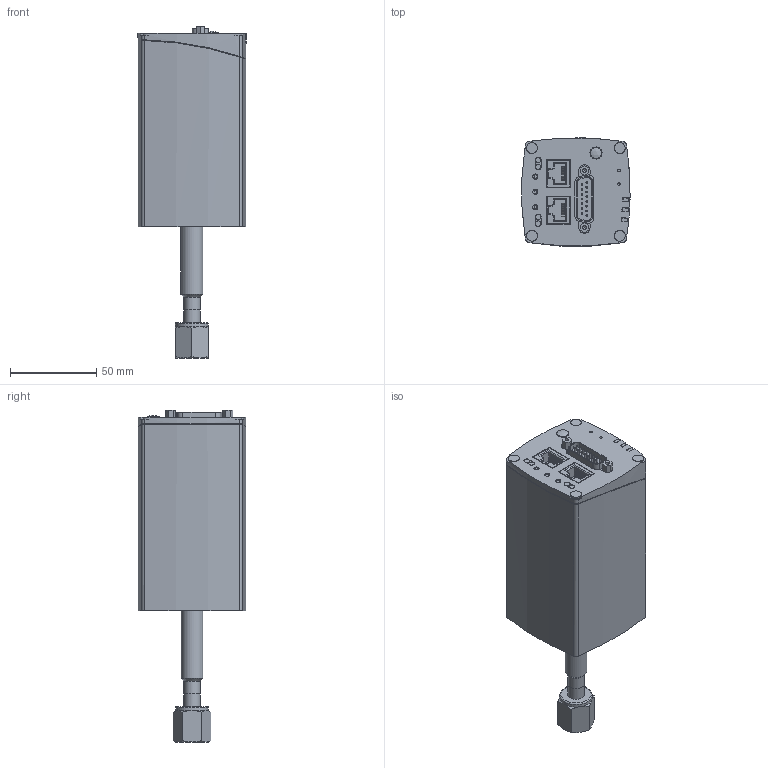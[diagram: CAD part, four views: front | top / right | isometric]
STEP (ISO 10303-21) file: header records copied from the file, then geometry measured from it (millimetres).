
FILE_DESCRIPTION(/* description */ (''),/* implementation_level */ '2;1');
FILE_NAME(/* name */ 'Bauteil3.stp',/* time_stamp */ '2022-03-02T07:56:35+01:00',/* author */ ('mart006'),/* organization */ (''),/* preprocessor_version */ 'ST-DEVELOPER v18.1',/* originating_system */ 'Autodesk Inventor 2021',/* authorisation */ '');
FILE_SCHEMA (('AUTOMOTIVE_DESIGN { 1 0 10303 214 3 1 1 }'));
Length unit declared in the file: millimetre
Products named in the file (1): Bauteil3
Bounding box: 62.76 x 62.64 x 192.8 mm (x, y, z)
Volume: 425263.8 mm3; surface area: 45028.8 mm2
Topology: 1 solids, 1 shells, 694 faces, 1784 edges, 1153 vertices
Faces by surface type: plane 343, cylinder 244, bspline 38, cone 37, torus 28, sphere 4
Full cylindrical faces by diameter (mm): 1 x15, 1.5 x2, 2.156 x2, 3 x3, 3.2 x4, 6.3 x4, 6.4 x1, 7 x1, 7.9 x1, 9.5 x1, 9.525 x1, 9.6 x1, 9.9 x1, 10.2 x1, 10.6 x1, 11.3 x1, 11.5 x1, 12.6 x1, 12.7 x1, 14 x1, 19 x1
Entity records: 24800 total; most frequent: CARTESIAN_POINT 6989, ORIENTED_EDGE 3564, DIRECTION 3499, EDGE_CURVE 1782, AXIS2_PLACEMENT_3D 1231, VERTEX_POINT 1153, LINE 1037, VECTOR 1037
